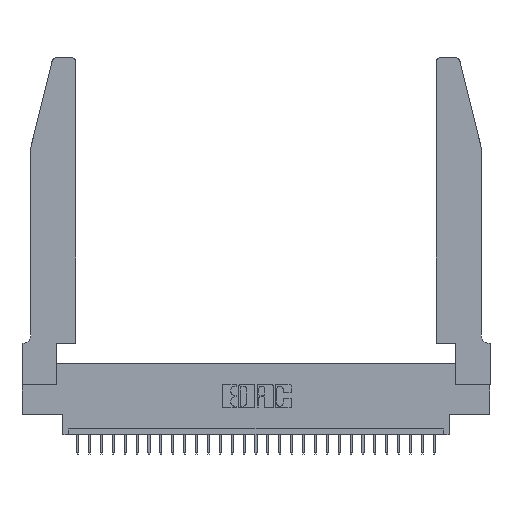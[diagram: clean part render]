
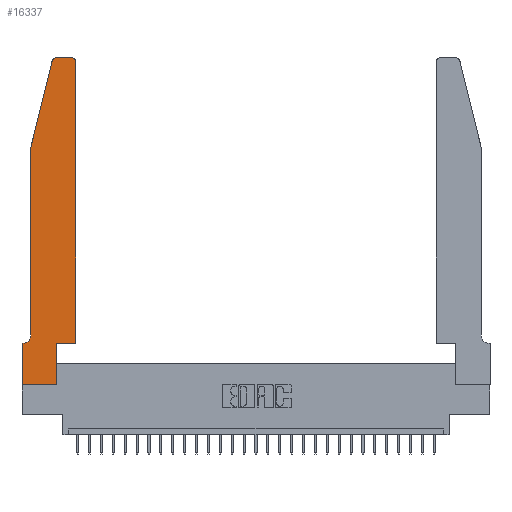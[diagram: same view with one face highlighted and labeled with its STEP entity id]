
A CAD part, top view. The second image highlights one B-rep face of the part: STEP entity #16337.
In plain terms, the highlighted planar face has unit normal (0, 0, 1).
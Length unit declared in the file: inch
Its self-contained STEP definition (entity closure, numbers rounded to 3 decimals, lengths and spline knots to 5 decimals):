
#673 = CARTESIAN_POINT ( 'NONE',  ( 0.4205, 2.75, 0.37 ) ) ;
#759 = CARTESIAN_POINT ( 'NONE',  ( 0.0755, 2., 0.37 ) ) ;
#765 = VECTOR ( 'NONE', #5818, 39.37008 ) ;
#804 = EDGE_CURVE ( 'NONE', #14650, #2022, #8908, .T. ) ;
#849 = PLANE ( 'NONE',  #15137 ) ;
#1407 = ORIENTED_EDGE ( 'NONE', *, *, #4517, .T. ) ;
#1423 = CARTESIAN_POINT ( 'NONE',  ( 0.4505, 2.72, 0.37 ) ) ;
#1528 = CARTESIAN_POINT ( 'NONE',  ( 0., 0., 0.37 ) ) ;
#2022 = VERTEX_POINT ( 'NONE', #24032 ) ;
#2182 = CARTESIAN_POINT ( 'NONE',  ( 0.4505, 0.35, 0.37 ) ) ;
#2822 = DIRECTION ( 'NONE',  ( -1., 0., 0. ) ) ;
#3047 = ORIENTED_EDGE ( 'NONE', *, *, #804, .T. ) ;
#3726 = LINE ( 'NONE', #20479, #5105 ) ;
#3962 = DIRECTION ( 'NONE',  ( 0., -1., 0. ) ) ;
#4308 = VERTEX_POINT ( 'NONE', #23523 ) ;
#4344 = CARTESIAN_POINT ( 'NONE',  ( 0.25487, 2.72718, 0.37 ) ) ;
#4361 = DIRECTION ( 'NONE',  ( 1., 0., 0. ) ) ;
#4404 = VERTEX_POINT ( 'NONE', #15742 ) ;
#4426 = EDGE_CURVE ( 'NONE', #7164, #16654, #3726, .T. ) ;
#4445 = VERTEX_POINT ( 'NONE', #18435 ) ;
#4517 = EDGE_CURVE ( 'NONE', #4308, #10547, #10511, .T. ) ;
#4624 = LINE ( 'NONE', #8505, #23356 ) ;
#4779 = DIRECTION ( 'NONE',  ( 0., 0., 1. ) ) ;
#5105 = VECTOR ( 'NONE', #15441, 39.37008 ) ;
#5235 = VERTEX_POINT ( 'NONE', #15320 ) ;
#5245 = VECTOR ( 'NONE', #3962, 39.37008 ) ;
#5368 = CIRCLE ( 'NONE', #23793, 0.07 ) ;
#5524 = ORIENTED_EDGE ( 'NONE', *, *, #13052, .T. ) ;
#5818 = DIRECTION ( 'NONE',  ( 1., 0., 0. ) ) ;
#5906 = EDGE_CURVE ( 'NONE', #11153, #4404, #17986, .T. ) ;
#5949 = ORIENTED_EDGE ( 'NONE', *, *, #5906, .T. ) ;
#5987 = EDGE_CURVE ( 'NONE', #2022, #11153, #5368, .T. ) ;
#7164 = VERTEX_POINT ( 'NONE', #16356 ) ;
#7326 = ORIENTED_EDGE ( 'NONE', *, *, #13668, .T. ) ;
#7460 = VECTOR ( 'NONE', #28276, 39.37008 ) ;
#8427 = DIRECTION ( 'NONE',  ( -1., 0., 0. ) ) ;
#8505 = CARTESIAN_POINT ( 'NONE',  ( 0.0755, 2., 0.37 ) ) ;
#8908 = LINE ( 'NONE', #759, #7460 ) ;
#8962 = DIRECTION ( 'NONE',  ( 0., 0., 1. ) ) ;
#9044 = VECTOR ( 'NONE', #20498, 39.37008 ) ;
#9207 = CARTESIAN_POINT ( 'NONE',  ( 0.4505, 0.35, 0.37 ) ) ;
#9486 = CARTESIAN_POINT ( 'NONE',  ( 0.2865, 0.35, 0.37 ) ) ;
#9537 = AXIS2_PLACEMENT_3D ( 'NONE', #23118, #4779, #27941 ) ;
#10009 = FACE_OUTER_BOUND ( 'NONE', #29029, .T. ) ;
#10086 = DIRECTION ( 'NONE',  ( -1., 0., 0. ) ) ;
#10484 = EDGE_CURVE ( 'NONE', #10547, #27020, #12400, .T. ) ;
#10511 = LINE ( 'NONE', #9207, #9044 ) ;
#10547 = VERTEX_POINT ( 'NONE', #1423 ) ;
#10737 = CARTESIAN_POINT ( 'NONE',  ( 0., 0., 0.37 ) ) ;
#11153 = VERTEX_POINT ( 'NONE', #17313 ) ;
#11506 = CIRCLE ( 'NONE', #24772, 0.03 ) ;
#11824 = VECTOR ( 'NONE', #8427, 39.37008 ) ;
#12057 = EDGE_CURVE ( 'NONE', #16654, #4308, #27451, .T. ) ;
#12400 = CIRCLE ( 'NONE', #9537, 0.03 ) ;
#12404 = ORIENTED_EDGE ( 'NONE', *, *, #10484, .T. ) ;
#12890 = DIRECTION ( 'NONE',  ( -0.239, -0.971, 0. ) ) ;
#13052 = EDGE_CURVE ( 'NONE', #4445, #27398, #11506, .T. ) ;
#13668 = EDGE_CURVE ( 'NONE', #27020, #4445, #19898, .T. ) ;
#14633 = DIRECTION ( 'NONE',  ( 0., 0., -1. ) ) ;
#14650 = VERTEX_POINT ( 'NONE', #27252 ) ;
#15097 = EDGE_CURVE ( 'NONE', #5235, #7164, #23073, .T. ) ;
#15137 = AXIS2_PLACEMENT_3D ( 'NONE', #21659, #17073, #19222 ) ;
#15320 = CARTESIAN_POINT ( 'NONE',  ( 0., 0., 0.37 ) ) ;
#15441 = DIRECTION ( 'NONE',  ( 0., 1., 0. ) ) ;
#15742 = CARTESIAN_POINT ( 'NONE',  ( 0., 0.35, 0.37 ) ) ;
#16337 = ADVANCED_FACE ( 'NONE', ( #10009 ), #849, .T. ) ;
#16356 = CARTESIAN_POINT ( 'NONE',  ( 0.2865, 0., 0.37 ) ) ;
#16654 = VERTEX_POINT ( 'NONE', #9486 ) ;
#17073 = DIRECTION ( 'NONE',  ( 0., 0., 1. ) ) ;
#17313 = CARTESIAN_POINT ( 'NONE',  ( 0.0055, 0.35, 0.37 ) ) ;
#17562 = ORIENTED_EDGE ( 'NONE', *, *, #26595, .T. ) ;
#17986 = LINE ( 'NONE', #29150, #11824 ) ;
#18131 = CARTESIAN_POINT ( 'NONE',  ( 0.284, 2.72, 0.37 ) ) ;
#18435 = CARTESIAN_POINT ( 'NONE',  ( 0.284, 2.75, 0.37 ) ) ;
#19222 = DIRECTION ( 'NONE',  ( 1., 0., 0. ) ) ;
#19303 = CARTESIAN_POINT ( 'NONE',  ( 0.0055, 0.42, 0.37 ) ) ;
#19898 = LINE ( 'NONE', #23914, #21338 ) ;
#20479 = CARTESIAN_POINT ( 'NONE',  ( 0.2865, 0.35, 0.37 ) ) ;
#20498 = DIRECTION ( 'NONE',  ( 0., 1., 0. ) ) ;
#21338 = VECTOR ( 'NONE', #10086, 39.37008 ) ;
#21659 = CARTESIAN_POINT ( 'NONE',  ( 0., 0.35, 0.37 ) ) ;
#22626 = ORIENTED_EDGE ( 'NONE', *, *, #15097, .T. ) ;
#23073 = LINE ( 'NONE', #1528, #765 ) ;
#23118 = CARTESIAN_POINT ( 'NONE',  ( 0.4205, 2.72, 0.37 ) ) ;
#23356 = VECTOR ( 'NONE', #12890, 39.37008 ) ;
#23420 = EDGE_CURVE ( 'NONE', #4404, #5235, #26517, .T. ) ;
#23469 = ORIENTED_EDGE ( 'NONE', *, *, #4426, .T. ) ;
#23523 = CARTESIAN_POINT ( 'NONE',  ( 0.4505, 0.35, 0.37 ) ) ;
#23793 = AXIS2_PLACEMENT_3D ( 'NONE', #19303, #14633, #2822 ) ;
#23914 = CARTESIAN_POINT ( 'NONE',  ( 0.2605, 2.75, 0.37 ) ) ;
#24032 = CARTESIAN_POINT ( 'NONE',  ( 0.0755, 0.42, 0.37 ) ) ;
#24594 = VECTOR ( 'NONE', #27334, 39.37008 ) ;
#24772 = AXIS2_PLACEMENT_3D ( 'NONE', #18131, #8962, #4361 ) ;
#26517 = LINE ( 'NONE', #10737, #5245 ) ;
#26595 = EDGE_CURVE ( 'NONE', #27398, #14650, #4624, .T. ) ;
#27020 = VERTEX_POINT ( 'NONE', #673 ) ;
#27252 = CARTESIAN_POINT ( 'NONE',  ( 0.0755, 2., 0.37 ) ) ;
#27334 = DIRECTION ( 'NONE',  ( 1., 0., 0. ) ) ;
#27398 = VERTEX_POINT ( 'NONE', #4344 ) ;
#27451 = LINE ( 'NONE', #2182, #24594 ) ;
#27780 = ORIENTED_EDGE ( 'NONE', *, *, #23420, .T. ) ;
#27941 = DIRECTION ( 'NONE',  ( 1., 0., 0. ) ) ;
#28276 = DIRECTION ( 'NONE',  ( 0., -1., 0. ) ) ;
#28890 = ORIENTED_EDGE ( 'NONE', *, *, #5987, .T. ) ;
#29029 = EDGE_LOOP ( 'NONE', ( #7326, #5524, #17562, #3047, #28890, #5949, #27780, #22626, #23469, #29609, #1407, #12404 ) ) ;
#29150 = CARTESIAN_POINT ( 'NONE',  ( 0.0755, 0.35, 0.37 ) ) ;
#29609 = ORIENTED_EDGE ( 'NONE', *, *, #12057, .T. ) ;
